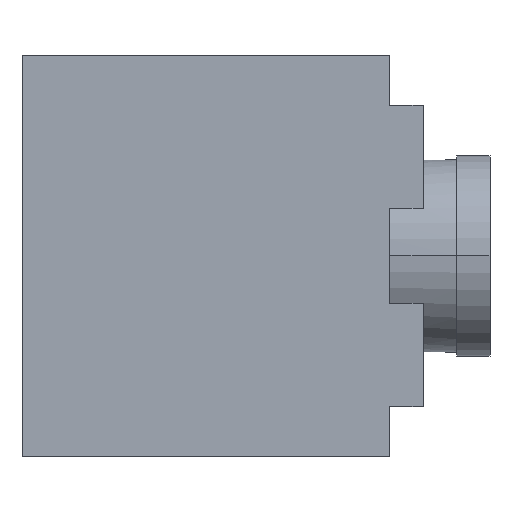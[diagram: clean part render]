
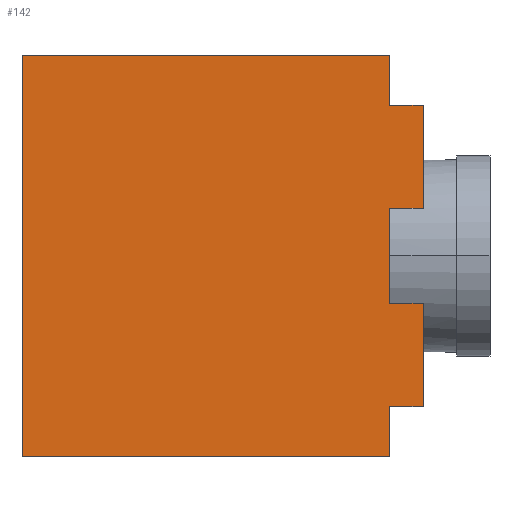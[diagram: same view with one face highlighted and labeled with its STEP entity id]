
A CAD part, top view. The second image highlights one B-rep face of the part: STEP entity #142.
In plain terms, the highlighted planar face has unit normal (0, 0, 1).
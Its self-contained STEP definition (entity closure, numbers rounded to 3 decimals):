
#142=ADVANCED_FACE('NONE',(#325),#326,.F.);
#325=FACE_OUTER_BOUND('',#546,.T.);
#326=PLANE('',#547);
#546=EDGE_LOOP('',(#895,#896,#897,#898,#899,#900,#901,#902,#903,#904,#905,#906));
#547=AXIS2_PLACEMENT_3D('',#907,#908,#909);
#895=ORIENTED_EDGE('',*,*,#1367,.T.);
#896=ORIENTED_EDGE('',*,*,#1368,.T.);
#897=ORIENTED_EDGE('',*,*,#1358,.F.);
#898=ORIENTED_EDGE('',*,*,#1369,.F.);
#899=ORIENTED_EDGE('',*,*,#1370,.F.);
#900=ORIENTED_EDGE('',*,*,#1363,.T.);
#901=ORIENTED_EDGE('',*,*,#1371,.F.);
#902=ORIENTED_EDGE('',*,*,#1302,.T.);
#903=ORIENTED_EDGE('',*,*,#1372,.F.);
#904=ORIENTED_EDGE('',*,*,#1373,.T.);
#905=ORIENTED_EDGE('',*,*,#1355,.F.);
#906=ORIENTED_EDGE('',*,*,#1374,.F.);
#907=CARTESIAN_POINT('',(-3.0,6.0,2.5));
#908=DIRECTION('',(0.,0.0,-1.0));
#909=DIRECTION('',(-1.0,0.0,0.));
#1302=EDGE_CURVE('NONE',#1562,#1560,#1563,.T.);
#1355=EDGE_CURVE('NONE',#1651,#1649,#1653,.T.);
#1358=EDGE_CURVE('NONE',#1655,#1657,#1658,.T.);
#1363=EDGE_CURVE('NONE',#1664,#1662,#1665,.T.);
#1367=EDGE_CURVE('NONE',#1669,#1670,#1671,.T.);
#1368=EDGE_CURVE('NONE',#1670,#1657,#1672,.T.);
#1369=EDGE_CURVE('NONE',#1673,#1655,#1674,.T.);
#1370=EDGE_CURVE('NONE',#1664,#1673,#1675,.T.);
#1371=EDGE_CURVE('NONE',#1562,#1662,#1676,.T.);
#1372=EDGE_CURVE('NONE',#1677,#1560,#1678,.T.);
#1373=EDGE_CURVE('NONE',#1677,#1649,#1679,.T.);
#1374=EDGE_CURVE('NONE',#1669,#1651,#1680,.T.);
#1560=VERTEX_POINT('NONE',#1904);
#1562=VERTEX_POINT('NONE',#1906);
#1563=LINE('',#1907,#1908);
#1649=VERTEX_POINT('NONE',#2024);
#1651=VERTEX_POINT('NONE',#2027);
#1653=LINE('',#2030,#2031);
#1655=VERTEX_POINT('NONE',#2033);
#1657=VERTEX_POINT('NONE',#2036);
#1658=LINE('',#2037,#2038);
#1662=VERTEX_POINT('NONE',#2043);
#1664=VERTEX_POINT('NONE',#2045);
#1665=LINE('',#2046,#2047);
#1669=VERTEX_POINT('NONE',#2051);
#1670=VERTEX_POINT('NONE',#2052);
#1671=LINE('',#2053,#2054);
#1672=LINE('',#2055,#2056);
#1673=VERTEX_POINT('NONE',#2057);
#1674=LINE('',#2058,#2059);
#1675=LINE('',#2060,#2061);
#1676=LINE('',#2062,#2063);
#1677=VERTEX_POINT('NONE',#2064);
#1678=LINE('',#2065,#2066);
#1679=LINE('',#2067,#2068);
#1680=LINE('',#2069,#2070);
#1904=CARTESIAN_POINT('',(-2.0,1.42,2.5));
#1906=CARTESIAN_POINT('',(-3.0,1.42,2.5));
#1907=CARTESIAN_POINT('',(7.132,1.42,2.5));
#1908=VECTOR('',#2283,1000.0);
#2024=CARTESIAN_POINT('',(-3.0,4.5,2.5));
#2027=CARTESIAN_POINT('',(-3.0,6.0,2.5));
#2030=CARTESIAN_POINT('',(-3.0,6.0,2.5));
#2031=VECTOR('',#2358,1000.0);
#2033=CARTESIAN_POINT('',(-3.0,-4.5,2.5));
#2036=CARTESIAN_POINT('',(-3.0,-6.0,2.5));
#2037=CARTESIAN_POINT('',(-3.0,6.0,2.5));
#2038=VECTOR('',#2360,1000.0);
#2043=CARTESIAN_POINT('',(-3.0,-1.42,2.5));
#2045=CARTESIAN_POINT('',(-2.0,-1.42,2.5));
#2046=CARTESIAN_POINT('',(7.132,-1.42,2.5));
#2047=VECTOR('',#2368,1000.0);
#2051=CARTESIAN_POINT('',(-14.0,6.0,2.5));
#2052=CARTESIAN_POINT('',(-14.0,-6.0,2.5));
#2053=CARTESIAN_POINT('',(-14.0,6.0,2.5));
#2054=VECTOR('',#2375,1000.0);
#2055=CARTESIAN_POINT('',(-3.0,-6.0,2.5));
#2056=VECTOR('',#2376,1000.0);
#2057=CARTESIAN_POINT('',(-2.0,-4.5,2.5));
#2058=CARTESIAN_POINT('',(-2.0,-4.5,2.5));
#2059=VECTOR('',#2377,1000.0);
#2060=CARTESIAN_POINT('',(-2.0,4.5,2.5));
#2061=VECTOR('',#2378,1000.0);
#2062=CARTESIAN_POINT('',(-3.0,6.0,2.5));
#2063=VECTOR('',#2379,1000.0);
#2064=CARTESIAN_POINT('',(-2.0,4.5,2.5));
#2065=CARTESIAN_POINT('',(-2.0,4.5,2.5));
#2066=VECTOR('',#2380,1000.0);
#2067=CARTESIAN_POINT('',(-2.0,4.5,2.5));
#2068=VECTOR('',#2381,1000.0);
#2069=CARTESIAN_POINT('',(-3.0,6.0,2.5));
#2070=VECTOR('',#2382,1000.0);
#2283=DIRECTION('',(1.0,0.0,0.0));
#2358=DIRECTION('',(-0.0,-1.0,-0.0));
#2360=DIRECTION('',(-0.0,-1.0,-0.0));
#2368=DIRECTION('',(-1.0,-0.0,-0.0));
#2375=DIRECTION('',(-0.0,-1.0,-0.0));
#2376=DIRECTION('',(1.0,-0.0,0.));
#2377=DIRECTION('',(-1.0,-0.0,0.));
#2378=DIRECTION('',(0.0,-1.0,0.));
#2379=DIRECTION('',(-0.0,-1.0,-0.0));
#2380=DIRECTION('',(0.0,-1.0,0.));
#2381=DIRECTION('',(-1.0,-0.0,0.));
#2382=DIRECTION('',(1.0,-0.0,0.));
